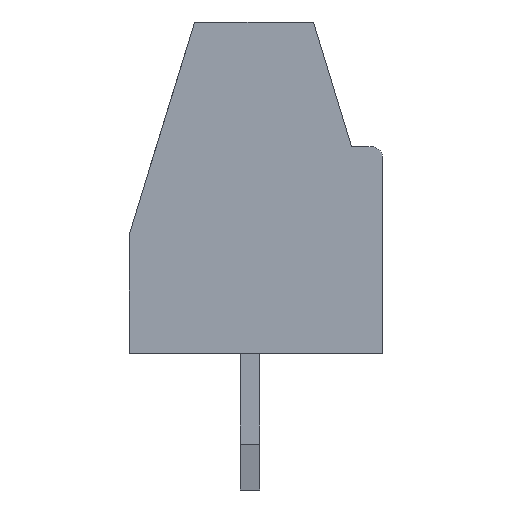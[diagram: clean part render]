
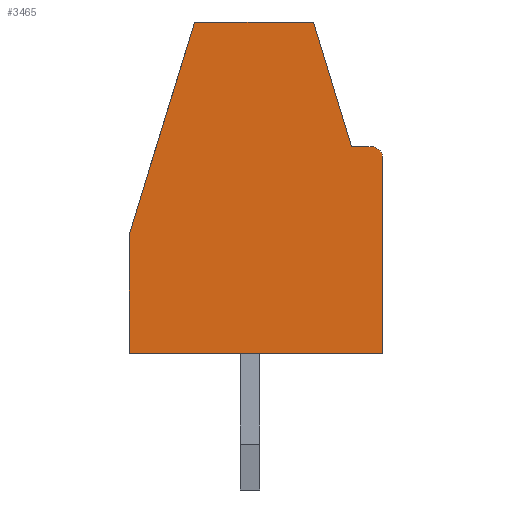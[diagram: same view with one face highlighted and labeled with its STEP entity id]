
A CAD part, left-side view. The second image highlights one B-rep face of the part: STEP entity #3465.
In plain terms, the highlighted planar face has unit normal (-1, 0, 0).
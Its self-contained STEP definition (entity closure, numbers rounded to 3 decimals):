
#94 = LINE ( 'NONE', #7197, #5895 ) ;
#97 = DIRECTION ( 'NONE',  ( 0., 1., 0. ) ) ;
#1077 = VERTEX_POINT ( 'NONE', #10396 ) ;
#1132 = EDGE_LOOP ( 'NONE', ( #9996, #6696, #21152, #19943, #5680, #16404, #10337, #2831 ) ) ;
#2038 = VECTOR ( 'NONE', #22459, 1000. ) ;
#2381 = CARTESIAN_POINT ( 'NONE',  ( -2.79, 3.25, 8.5 ) ) ;
#2413 = LINE ( 'NONE', #13103, #18936 ) ;
#2619 = VECTOR ( 'NONE', #10748, 1000. ) ;
#2754 = CARTESIAN_POINT ( 'NONE',  ( -2.79, 3.25, 0. ) ) ;
#2831 = ORIENTED_EDGE ( 'NONE', *, *, #3854, .T. ) ;
#2858 = EDGE_CURVE ( 'NONE', #22224, #16398, #10422, .T. ) ;
#3241 = DIRECTION ( 'NONE',  ( -1., 0., 0. ) ) ;
#3319 = CARTESIAN_POINT ( 'NONE',  ( -2.79, 1.575, 8.5 ) ) ;
#3465 = ADVANCED_FACE ( 'NONE', ( #15818 ), #8952, .F. ) ;
#3854 = EDGE_CURVE ( 'NONE', #3979, #10438, #94, .T. ) ;
#3979 = VERTEX_POINT ( 'NONE', #5602 ) ;
#5448 = LINE ( 'NONE', #10891, #7063 ) ;
#5574 = CARTESIAN_POINT ( 'NONE',  ( -2.79, 3.25, 8.5 ) ) ;
#5602 = CARTESIAN_POINT ( 'NONE',  ( -2.79, -2.45, 5.3 ) ) ;
#5680 = ORIENTED_EDGE ( 'NONE', *, *, #9010, .F. ) ;
#5895 = VECTOR ( 'NONE', #11059, 1000. ) ;
#5913 = DIRECTION ( 'NONE',  ( 0., -1., 0. ) ) ;
#6696 = ORIENTED_EDGE ( 'NONE', *, *, #2858, .T. ) ;
#7063 = VECTOR ( 'NONE', #5913, 1000. ) ;
#7197 = CARTESIAN_POINT ( 'NONE',  ( -2.79, -1.475, 8.5 ) ) ;
#7664 = DIRECTION ( 'NONE',  ( 0., 0., -1. ) ) ;
#7738 = LINE ( 'NONE', #2381, #2619 ) ;
#7972 = CARTESIAN_POINT ( 'NONE',  ( -2.79, -2.45, 5.3 ) ) ;
#8318 = EDGE_CURVE ( 'NONE', #8320, #3979, #9977, .T. ) ;
#8320 = VERTEX_POINT ( 'NONE', #15045 ) ;
#8952 = PLANE ( 'NONE',  #22831 ) ;
#8955 = VECTOR ( 'NONE', #20024, 1000. ) ;
#9010 = EDGE_CURVE ( 'NONE', #20810, #1077, #2413, .T. ) ;
#9149 = VECTOR ( 'NONE', #9503, 1000. ) ;
#9297 = EDGE_CURVE ( 'NONE', #17637, #1077, #5448, .T. ) ;
#9503 = DIRECTION ( 'NONE',  ( 0., 1., 0. ) ) ;
#9977 = LINE ( 'NONE', #7972, #9149 ) ;
#9996 = ORIENTED_EDGE ( 'NONE', *, *, #19700, .F. ) ;
#10277 = CARTESIAN_POINT ( 'NONE',  ( -2.79, 1.575, 8.5 ) ) ;
#10337 = ORIENTED_EDGE ( 'NONE', *, *, #8318, .T. ) ;
#10354 = DIRECTION ( 'NONE',  ( 0., 1., 0. ) ) ;
#10396 = CARTESIAN_POINT ( 'NONE',  ( -2.79, -3.25, 0. ) ) ;
#10422 = LINE ( 'NONE', #3319, #2038 ) ;
#10438 = VERTEX_POINT ( 'NONE', #13836 ) ;
#10684 = CARTESIAN_POINT ( 'NONE',  ( -2.79, -3.25, 5. ) ) ;
#10748 = DIRECTION ( 'NONE',  ( 0., 0., -1. ) ) ;
#10820 = EDGE_CURVE ( 'NONE', #20810, #8320, #13193, .T. ) ;
#10891 = CARTESIAN_POINT ( 'NONE',  ( -2.79, 3.25, 0. ) ) ;
#11059 = DIRECTION ( 'NONE',  ( 0., 0.291, 0.957 ) ) ;
#12104 = AXIS2_PLACEMENT_3D ( 'NONE', #19141, #3241, #10354 ) ;
#12973 = CARTESIAN_POINT ( 'NONE',  ( -2.79, 3.25, 8.5 ) ) ;
#13103 = CARTESIAN_POINT ( 'NONE',  ( -2.79, -3.25, 8.5 ) ) ;
#13193 = CIRCLE ( 'NONE', #12104, 0.3 ) ;
#13836 = CARTESIAN_POINT ( 'NONE',  ( -2.79, -1.475, 8.5 ) ) ;
#14374 = EDGE_CURVE ( 'NONE', #16398, #17637, #7738, .T. ) ;
#15045 = CARTESIAN_POINT ( 'NONE',  ( -2.79, -2.95, 5.3 ) ) ;
#15818 = FACE_OUTER_BOUND ( 'NONE', #1132, .T. ) ;
#16043 = DIRECTION ( 'NONE',  ( 1., 0., 0. ) ) ;
#16398 = VERTEX_POINT ( 'NONE', #17757 ) ;
#16404 = ORIENTED_EDGE ( 'NONE', *, *, #10820, .T. ) ;
#16448 = LINE ( 'NONE', #12973, #8955 ) ;
#17637 = VERTEX_POINT ( 'NONE', #2754 ) ;
#17757 = CARTESIAN_POINT ( 'NONE',  ( -2.79, 3.25, 3.05 ) ) ;
#18936 = VECTOR ( 'NONE', #7664, 1000. ) ;
#19141 = CARTESIAN_POINT ( 'NONE',  ( -2.79, -2.95, 5. ) ) ;
#19700 = EDGE_CURVE ( 'NONE', #22224, #10438, #16448, .T. ) ;
#19943 = ORIENTED_EDGE ( 'NONE', *, *, #9297, .T. ) ;
#20024 = DIRECTION ( 'NONE',  ( 0., -1., 0. ) ) ;
#20810 = VERTEX_POINT ( 'NONE', #10684 ) ;
#21152 = ORIENTED_EDGE ( 'NONE', *, *, #14374, .T. ) ;
#22224 = VERTEX_POINT ( 'NONE', #10277 ) ;
#22459 = DIRECTION ( 'NONE',  ( 0., 0.294, -0.956 ) ) ;
#22831 = AXIS2_PLACEMENT_3D ( 'NONE', #5574, #16043, #97 ) ;
